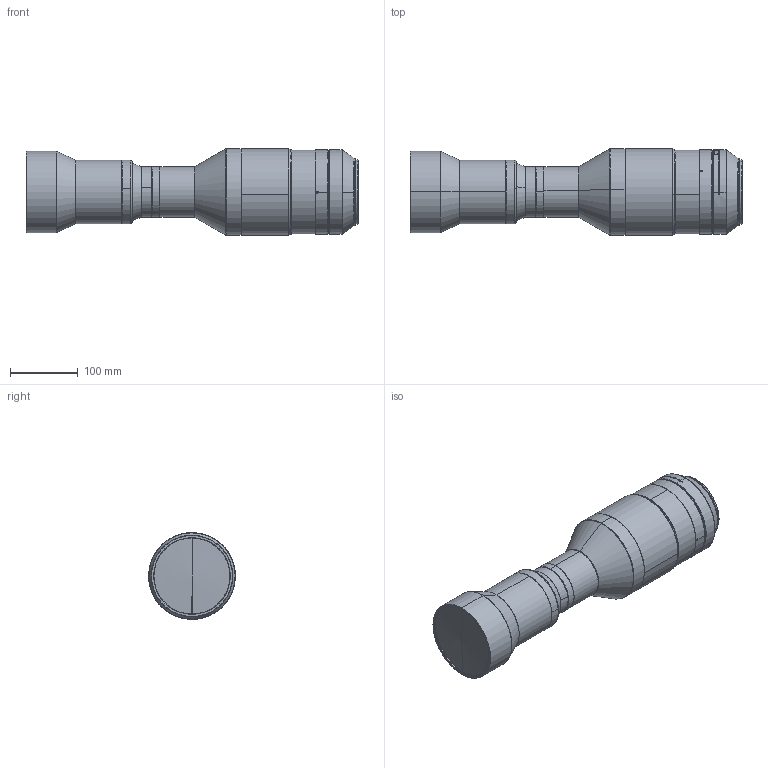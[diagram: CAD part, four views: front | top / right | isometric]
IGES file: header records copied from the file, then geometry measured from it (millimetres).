
Start section: SolidWorks IGES file using analytic representation for surfaces
Global section: file name: DTCA24K-75-M95-AL.IGS; native system: SolidWorks 2017; preprocessor: SolidWorks 2017; author: luosh; date: 190815.153235; units: millimetre
Bounding box: 490.03 x 127.82 x 127.97 mm (x, y, z)
Surface area: 193002.4 mm2 (no closed solid volume)
Topology: 0 solids, 0 shells, 149 faces, 2480 edges, 2476 vertices
Faces by surface type: revolution 106, bspline 43
